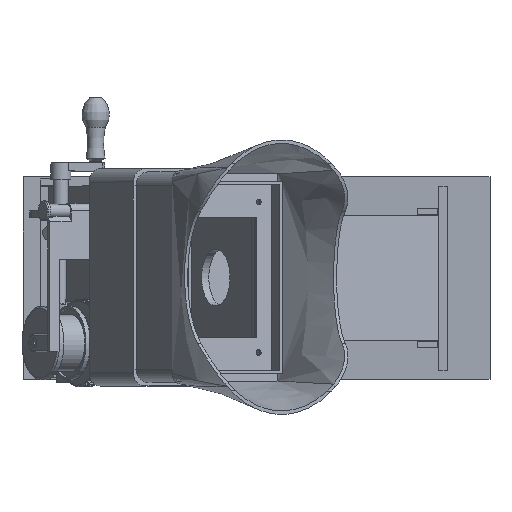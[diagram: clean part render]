
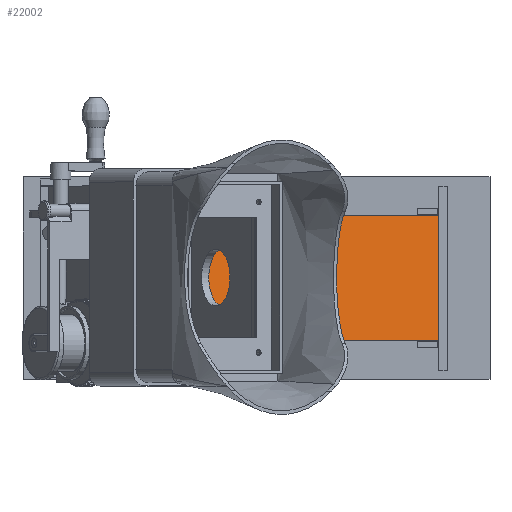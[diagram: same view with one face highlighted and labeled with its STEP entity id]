
A CAD part, top view. The second image highlights one B-rep face of the part: STEP entity #22002.
In plain terms, the highlighted face is planar.
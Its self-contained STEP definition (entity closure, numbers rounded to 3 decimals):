
#4513=FACE_OUTER_BOUND('',#5966,.T.);
#5966=EDGE_LOOP('',(#20086,#20087,#20088,#20089,#20090,#20091,#20092,#20093,
#20094,#20095,#20096,#20097));
#7131=LINE('',#42170,#8378);
#7134=LINE('',#42177,#8381);
#7138=LINE('',#42186,#8385);
#7142=LINE('',#42193,#8389);
#7144=LINE('',#42198,#8391);
#7148=LINE('',#42206,#8395);
#7151=LINE('',#42213,#8398);
#7155=LINE('',#42221,#8402);
#7162=LINE('',#42231,#8409);
#7163=LINE('',#42233,#8410);
#7164=LINE('',#42235,#8411);
#7165=LINE('',#42237,#8412);
#8378=VECTOR('',#30606,10.);
#8381=VECTOR('',#30611,10.);
#8385=VECTOR('',#30617,10.);
#8389=VECTOR('',#30623,10.);
#8391=VECTOR('',#30627,10.);
#8395=VECTOR('',#30633,10.);
#8398=VECTOR('',#30638,10.);
#8402=VECTOR('',#30644,10.);
#8409=VECTOR('',#30655,10.);
#8410=VECTOR('',#30658,10.);
#8411=VECTOR('',#30661,10.);
#8412=VECTOR('',#30664,10.);
#10532=VERTEX_POINT('',#42167);
#10533=VERTEX_POINT('',#42169);
#10535=VERTEX_POINT('',#42175);
#10536=VERTEX_POINT('',#42176);
#10539=VERTEX_POINT('',#42184);
#10540=VERTEX_POINT('',#42185);
#10543=VERTEX_POINT('',#42196);
#10544=VERTEX_POINT('',#42197);
#10547=VERTEX_POINT('',#42205);
#10549=VERTEX_POINT('',#42211);
#10550=VERTEX_POINT('',#42212);
#10553=VERTEX_POINT('',#42220);
#13721=EDGE_CURVE('',#10532,#10533,#7131,.T.);
#13724=EDGE_CURVE('',#10535,#10536,#7134,.T.);
#13728=EDGE_CURVE('',#10539,#10540,#7138,.T.);
#13732=EDGE_CURVE('',#10540,#10535,#7142,.T.);
#13734=EDGE_CURVE('',#10543,#10544,#7144,.T.);
#13738=EDGE_CURVE('',#10544,#10547,#7148,.T.);
#13741=EDGE_CURVE('',#10549,#10550,#7151,.T.);
#13745=EDGE_CURVE('',#10550,#10553,#7155,.T.);
#13752=EDGE_CURVE('',#10539,#10553,#7162,.T.);
#13753=EDGE_CURVE('',#10543,#10536,#7163,.T.);
#13754=EDGE_CURVE('',#10549,#10532,#7164,.T.);
#13755=EDGE_CURVE('',#10533,#10547,#7165,.T.);
#20086=ORIENTED_EDGE('',*,*,#13724,.T.);
#20087=ORIENTED_EDGE('',*,*,#13753,.F.);
#20088=ORIENTED_EDGE('',*,*,#13734,.T.);
#20089=ORIENTED_EDGE('',*,*,#13738,.T.);
#20090=ORIENTED_EDGE('',*,*,#13755,.F.);
#20091=ORIENTED_EDGE('',*,*,#13721,.F.);
#20092=ORIENTED_EDGE('',*,*,#13754,.F.);
#20093=ORIENTED_EDGE('',*,*,#13741,.T.);
#20094=ORIENTED_EDGE('',*,*,#13745,.T.);
#20095=ORIENTED_EDGE('',*,*,#13752,.F.);
#20096=ORIENTED_EDGE('',*,*,#13728,.T.);
#20097=ORIENTED_EDGE('',*,*,#13732,.T.);
#20816=PLANE('',#24780);
#22002=ADVANCED_FACE('',(#4513),#20816,.F.);
#24780=AXIS2_PLACEMENT_3D('',#42238,#30665,#30666);
#30606=DIRECTION('',(0.,1.,0.));
#30611=DIRECTION('',(-1.,0.,0.));
#30617=DIRECTION('',(1.,0.,0.));
#30623=DIRECTION('',(0.,1.,0.));
#30627=DIRECTION('',(1.,0.,0.));
#30633=DIRECTION('',(0.,1.,0.));
#30638=DIRECTION('',(0.,1.,0.));
#30644=DIRECTION('',(-1.,0.,0.));
#30655=DIRECTION('',(0.,-1.,0.));
#30658=DIRECTION('',(0.,-1.,0.));
#30661=DIRECTION('',(1.,0.,0.));
#30664=DIRECTION('',(-1.,0.,0.));
#30665=DIRECTION('center_axis',(0.,0.,1.));
#30666=DIRECTION('ref_axis',(1.,0.,0.));
#42167=CARTESIAN_POINT('',(91.201,-37.5,0.));
#42169=CARTESIAN_POINT('',(91.201,37.5,0.));
#42170=CARTESIAN_POINT('',(91.201,-37.5,0.));
#42175=CARTESIAN_POINT('',(-105.,7.5,0.));
#42176=CARTESIAN_POINT('',(-110.,7.5,0.));
#42177=CARTESIAN_POINT('',(-55.,7.5,0.));
#42184=CARTESIAN_POINT('',(-110.,-7.5,0.));
#42185=CARTESIAN_POINT('',(-105.,-7.5,0.));
#42186=CARTESIAN_POINT('',(-52.5,-7.5,0.));
#42193=CARTESIAN_POINT('',(-105.,3.75,0.));
#42196=CARTESIAN_POINT('',(-110.,22.5,0.));
#42197=CARTESIAN_POINT('',(-105.,22.5,0.));
#42198=CARTESIAN_POINT('',(-52.5,22.5,0.));
#42205=CARTESIAN_POINT('',(-105.,37.5,0.));
#42206=CARTESIAN_POINT('',(-105.,18.75,0.));
#42211=CARTESIAN_POINT('',(-105.,-37.5,0.));
#42212=CARTESIAN_POINT('',(-105.,-22.5,0.));
#42213=CARTESIAN_POINT('',(-105.,-11.25,0.));
#42220=CARTESIAN_POINT('',(-110.,-22.5,0.));
#42221=CARTESIAN_POINT('',(-55.,-22.5,0.));
#42231=CARTESIAN_POINT('',(-110.,37.5,0.));
#42233=CARTESIAN_POINT('',(-110.,37.5,0.));
#42235=CARTESIAN_POINT('',(55.,-37.5,0.));
#42237=CARTESIAN_POINT('',(110.,37.5,0.));
#42238=CARTESIAN_POINT('Origin',(0.,0.,
0.));
